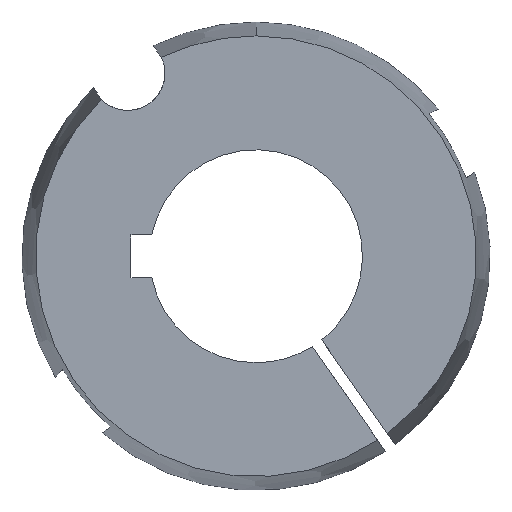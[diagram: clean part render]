
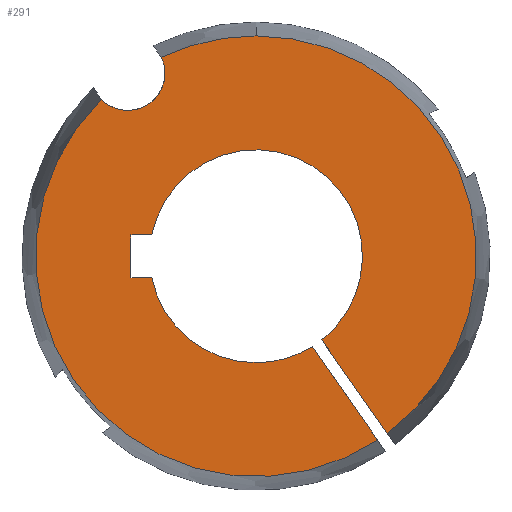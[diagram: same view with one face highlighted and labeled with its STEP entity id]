
A CAD part, left-side view. The second image highlights one B-rep face of the part: STEP entity #291.
In plain terms, the highlighted planar face has unit normal (-1, 0, 0).
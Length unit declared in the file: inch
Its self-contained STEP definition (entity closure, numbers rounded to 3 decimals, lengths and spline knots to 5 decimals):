
#7 = VECTOR ( 'NONE', #97, 39.37008 ) ;
#11 = DIRECTION ( 'NONE',  ( 0., 0., -1. ) ) ;
#17 = AXIS2_PLACEMENT_3D ( 'NONE', #82, #78, #72 ) ;
#18 = EDGE_CURVE ( 'NONE', #706, #460, #365, .T. ) ;
#23 = ORIENTED_EDGE ( 'NONE', *, *, #610, .T. ) ;
#25 = CARTESIAN_POINT ( 'NONE',  ( -1.25, 0.73412, 0.125 ) ) ;
#29 = EDGE_CURVE ( 'NONE', #71, #823, #68, .T. ) ;
#34 = DIRECTION ( 'NONE',  ( 0., 0., -1. ) ) ;
#35 = CARTESIAN_POINT ( 'NONE',  ( -1.25, 0., 0. ) ) ;
#38 = CARTESIAN_POINT ( 'NONE',  ( -1.25, 0.55504, 1.1686 ) ) ;
#42 = AXIS2_PLACEMENT_3D ( 'NONE', #154, #353, #260 ) ;
#43 = CARTESIAN_POINT ( 'NONE',  ( -1.25, 0.75282, 0.85639 ) ) ;
#53 = FACE_OUTER_BOUND ( 'NONE', #319, .T. ) ;
#56 = CARTESIAN_POINT ( 'NONE',  ( -1.25, 0.60912, 0.125 ) ) ;
#68 = CIRCLE ( 'NONE', #42, 1.29371 ) ;
#69 = CARTESIAN_POINT ( 'NONE',  ( -1.25, -0.3861, -0.49148 ) ) ;
#71 = VERTEX_POINT ( 'NONE', #245 ) ;
#72 = DIRECTION ( 'NONE',  ( 0., 0., -1. ) ) ;
#73 = ORIENTED_EDGE ( 'NONE', *, *, #739, .T. ) ;
#78 = DIRECTION ( 'NONE',  ( 1., 0., 0. ) ) ;
#81 = VECTOR ( 'NONE', #115, 39.37008 ) ;
#82 = CARTESIAN_POINT ( 'NONE',  ( -1.25, 0., 0. ) ) ;
#86 = CARTESIAN_POINT ( 'NONE',  ( -1.25, 0.75282, 1.07514 ) ) ;
#97 = DIRECTION ( 'NONE',  ( 0., 0., -1. ) ) ;
#107 = DIRECTION ( 'NONE',  ( 0., 0., -1. ) ) ;
#110 = CARTESIAN_POINT ( 'NONE',  ( -1.25, 0.61237, 0.125 ) ) ;
#115 = DIRECTION ( 'NONE',  ( 0., 0.574, 0.819 ) ) ;
#121 = CARTESIAN_POINT ( 'NONE',  ( -1.25, 0., 0. ) ) ;
#127 = LINE ( 'NONE', #324, #81 ) ;
#134 = CARTESIAN_POINT ( 'NONE',  ( -1.25, 0., 0. ) ) ;
#150 = EDGE_CURVE ( 'NONE', #595, #440, #180, .T. ) ;
#154 = CARTESIAN_POINT ( 'NONE',  ( -1.25, 0., 0. ) ) ;
#171 = CARTESIAN_POINT ( 'NONE',  ( -1.25, -0.32978, -0.53091 ) ) ;
#180 = CIRCLE ( 'NONE', #481, 0.625 ) ;
#183 = DIRECTION ( 'NONE',  ( 0., 0., -1. ) ) ;
#184 = DIRECTION ( 'NONE',  ( 0., -1., 0. ) ) ;
#194 = DIRECTION ( 'NONE',  ( 0., 0., -1. ) ) ;
#227 = EDGE_CURVE ( 'NONE', #751, #595, #258, .T. ) ;
#245 = CARTESIAN_POINT ( 'NONE',  ( -1.25, 0.90829, 0.92125 ) ) ;
#248 = DIRECTION ( 'NONE',  ( 1., 0., 0. ) ) ;
#258 = CIRCLE ( 'NONE', #17, 0.625 ) ;
#260 = DIRECTION ( 'NONE',  ( 0., 0., -1. ) ) ;
#262 = LINE ( 'NONE', #25, #7 ) ;
#267 = EDGE_CURVE ( 'NONE', #823, #751, #127, .T. ) ;
#282 = CARTESIAN_POINT ( 'NONE',  ( -1.25, 0.61237, -0.125 ) ) ;
#283 = AXIS2_PLACEMENT_3D ( 'NONE', #637, #248, #710 ) ;
#291 = ADVANCED_FACE ( 'NONE', ( #53 ), #773, .F. ) ;
#292 = DIRECTION ( 'NONE',  ( 0., -0.574, -0.819 ) ) ;
#306 = DIRECTION ( 'NONE',  ( 1., 0., 0. ) ) ;
#313 = CIRCLE ( 'NONE', #395, 1.29371 ) ;
#319 = EDGE_LOOP ( 'NONE', ( #23, #477, #725, #463, #570, #813, #514, #643, #73, #586, #763, #585, #825 ) ) ;
#323 = AXIS2_PLACEMENT_3D ( 'NONE', #851, #617, #34 ) ;
#324 = CARTESIAN_POINT ( 'NONE',  ( -1.25, -0.76026, -1.1457 ) ) ;
#325 = EDGE_CURVE ( 'NONE', #388, #439, #262, .T. ) ;
#353 = DIRECTION ( 'NONE',  ( -1., 0., 0. ) ) ;
#364 = DIRECTION ( 'NONE',  ( 0., 0., -1. ) ) ;
#365 = CIRCLE ( 'NONE', #868, 0.21875 ) ;
#370 = DIRECTION ( 'NONE',  ( 1., 0., 0. ) ) ;
#373 = CARTESIAN_POINT ( 'NONE',  ( -1.25, 0., 0. ) ) ;
#387 = CARTESIAN_POINT ( 'NONE',  ( -1.25, 0.73412, 0.125 ) ) ;
#388 = VERTEX_POINT ( 'NONE', #387 ) ;
#395 = AXIS2_PLACEMENT_3D ( 'NONE', #134, #565, #194 ) ;
#411 = CARTESIAN_POINT ( 'NONE',  ( -1.25, -0.71362, -1.07909 ) ) ;
#439 = VERTEX_POINT ( 'NONE', #687 ) ;
#440 = VERTEX_POINT ( 'NONE', #282 ) ;
#441 = VERTEX_POINT ( 'NONE', #539 ) ;
#455 = DIRECTION ( 'NONE',  ( -1., 0., 0. ) ) ;
#460 = VERTEX_POINT ( 'NONE', #43 ) ;
#463 = ORIENTED_EDGE ( 'NONE', *, *, #561, .T. ) ;
#477 = ORIENTED_EDGE ( 'NONE', *, *, #681, .T. ) ;
#481 = AXIS2_PLACEMENT_3D ( 'NONE', #373, #370, #364 ) ;
#486 = LINE ( 'NONE', #56, #504 ) ;
#494 = CIRCLE ( 'NONE', #283, 0.21875 ) ;
#499 = EDGE_CURVE ( 'NONE', #583, #441, #589, .T. ) ;
#504 = VECTOR ( 'NONE', #184, 39.37008 ) ;
#510 = EDGE_CURVE ( 'NONE', #750, #583, #669, .T. ) ;
#514 = ORIENTED_EDGE ( 'NONE', *, *, #227, .T. ) ;
#539 = CARTESIAN_POINT ( 'NONE',  ( -1.25, -0.76994, -1.03965 ) ) ;
#551 = DIRECTION ( 'NONE',  ( 1., 0., 0. ) ) ;
#555 = CARTESIAN_POINT ( 'NONE',  ( -1.25, 0., -0.625 ) ) ;
#561 = EDGE_CURVE ( 'NONE', #460, #71, #494, .T. ) ;
#562 = VERTEX_POINT ( 'NONE', #708 ) ;
#563 = LINE ( 'NONE', #688, #588 ) ;
#565 = DIRECTION ( 'NONE',  ( -1., 0., 0. ) ) ;
#570 = ORIENTED_EDGE ( 'NONE', *, *, #29, .T. ) ;
#583 = VERTEX_POINT ( 'NONE', #69 ) ;
#585 = ORIENTED_EDGE ( 'NONE', *, *, #510, .T. ) ;
#586 = ORIENTED_EDGE ( 'NONE', *, *, #325, .F. ) ;
#588 = VECTOR ( 'NONE', #840, 39.37008 ) ;
#589 = LINE ( 'NONE', #698, #648 ) ;
#595 = VERTEX_POINT ( 'NONE', #555 ) ;
#610 = EDGE_CURVE ( 'NONE', #441, #562, #313, .T. ) ;
#617 = DIRECTION ( 'NONE',  ( 1., 0., 0. ) ) ;
#637 = CARTESIAN_POINT ( 'NONE',  ( -1.25, 0.75282, 1.07514 ) ) ;
#643 = ORIENTED_EDGE ( 'NONE', *, *, #150, .T. ) ;
#646 = AXIS2_PLACEMENT_3D ( 'NONE', #35, #455, #107 ) ;
#648 = VECTOR ( 'NONE', #292, 39.37008 ) ;
#650 = CIRCLE ( 'NONE', #646, 1.29371 ) ;
#669 = CIRCLE ( 'NONE', #865, 0.625 ) ;
#681 = EDGE_CURVE ( 'NONE', #562, #706, #650, .T. ) ;
#687 = CARTESIAN_POINT ( 'NONE',  ( -1.25, 0.73412, -0.125 ) ) ;
#688 = CARTESIAN_POINT ( 'NONE',  ( -1.25, 0.60912, -0.125 ) ) ;
#698 = CARTESIAN_POINT ( 'NONE',  ( -1.25, 0.04556, 0.125 ) ) ;
#706 = VERTEX_POINT ( 'NONE', #38 ) ;
#708 = CARTESIAN_POINT ( 'NONE',  ( -1.25, 0., 1.29371 ) ) ;
#710 = DIRECTION ( 'NONE',  ( 0., 0., -1. ) ) ;
#725 = ORIENTED_EDGE ( 'NONE', *, *, #18, .T. ) ;
#739 = EDGE_CURVE ( 'NONE', #440, #439, #563, .T. ) ;
#750 = VERTEX_POINT ( 'NONE', #110 ) ;
#751 = VERTEX_POINT ( 'NONE', #171 ) ;
#763 = ORIENTED_EDGE ( 'NONE', *, *, #810, .T. ) ;
#773 = PLANE ( 'NONE',  #323 ) ;
#810 = EDGE_CURVE ( 'NONE', #388, #750, #486, .T. ) ;
#813 = ORIENTED_EDGE ( 'NONE', *, *, #267, .T. ) ;
#823 = VERTEX_POINT ( 'NONE', #411 ) ;
#825 = ORIENTED_EDGE ( 'NONE', *, *, #499, .T. ) ;
#840 = DIRECTION ( 'NONE',  ( 0., 1., 0. ) ) ;
#851 = CARTESIAN_POINT ( 'NONE',  ( -1.25, 0., 0. ) ) ;
#865 = AXIS2_PLACEMENT_3D ( 'NONE', #121, #551, #183 ) ;
#868 = AXIS2_PLACEMENT_3D ( 'NONE', #86, #306, #11 ) ;
